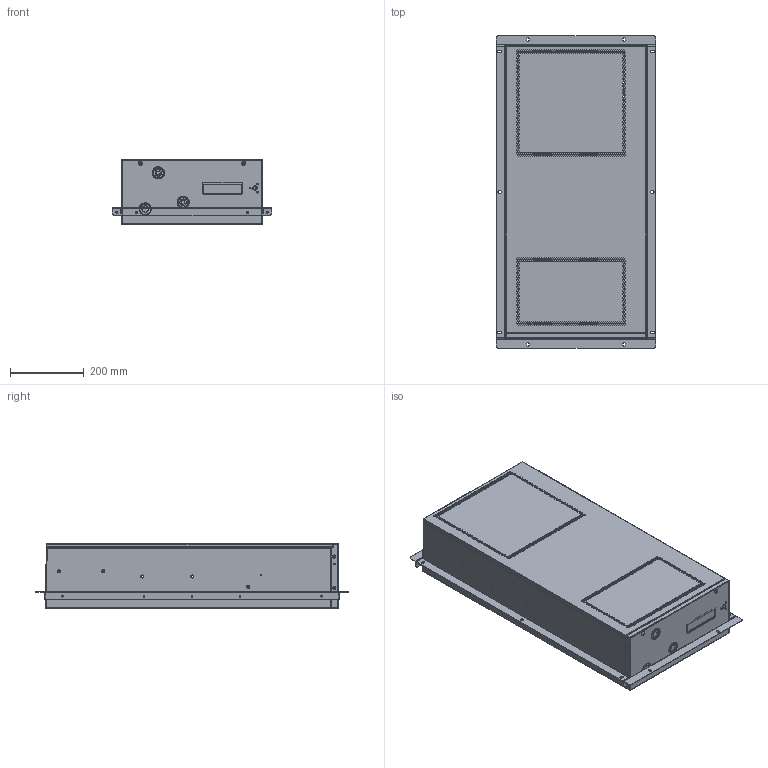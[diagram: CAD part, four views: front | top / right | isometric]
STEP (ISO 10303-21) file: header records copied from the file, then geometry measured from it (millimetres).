
FILE_DESCRIPTION (( 'STEP AP203' ), '1' );
FILE_NAME ('ACT-VCC-1000-DC - Cleaned Up.STEP', '2020-12-03T18:18:25', ( '' ), ( '' ), 'SwSTEP 2.0', 'SolidWorks 2020', '' );
FILE_SCHEMA (( 'CONFIG_CONTROL_DESIGN' ));
Products named in the file (1): ACT-VCC-1000-DC - Cleaned Up
Bounding box: 432 x 844 x 175.3 mm (x, y, z)
Volume: 1303008.8 mm3; surface area: 2428790.9 mm2
Topology: 20 solids, 20 shells, 7788 faces, 22336 edges, 14729 vertices
Faces by surface type: plane 6661, cylinder 750, bspline 285, cone 92
Entity records: 269500 total; most frequent: CARTESIAN_POINT 61882, ORIENTED_EDGE 44656, DIRECTION 38252, EDGE_CURVE 22328, VECTOR 20158, LINE 20158, VERTEX_POINT 14729, EDGE_LOOP 10295
